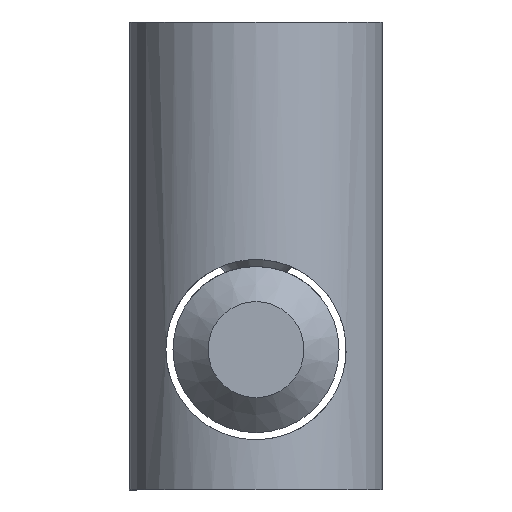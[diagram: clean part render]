
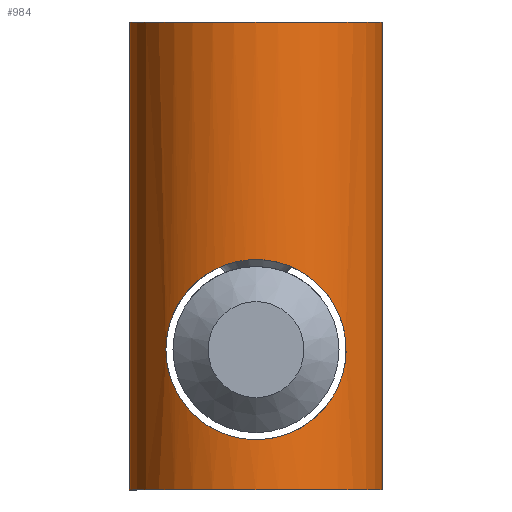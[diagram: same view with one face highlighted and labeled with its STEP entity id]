
A CAD part, left-side view. The second image highlights one B-rep face of the part: STEP entity #984.
In plain terms, the highlighted cylindrical face has radius 5.425 mm (diameter 10.85 mm), a full revolution.
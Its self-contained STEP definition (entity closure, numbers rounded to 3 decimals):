
#17=B_SPLINE_CURVE_WITH_KNOTS('',3,(#1701,#1702,#1703,#1704,#1705,#1706,
#1707,#1708,#1709,#1710,#1711,#1712,#1713,#1714,#1715,#1716,#1717,#1718,
#1719,#1720,#1721,#1722,#1723,#1724,#1725,#1726,#1727,#1728,#1729,#1730,
#1731,#1732,#1733,#1734),.UNSPECIFIED.,.T.,.F.,(4,2,2,2,2,2,2,2,2,2,2,2,
2,2,2,2,4),(-2.435,-2.282,-2.128,-1.977,
-1.826,-1.675,-1.524,-1.371,
-1.218,-1.064,-0.911,-0.76,
-0.609,-0.458,-0.307,-0.153,
0.),.UNSPECIFIED.);
#18=B_SPLINE_CURVE_WITH_KNOTS('',3,(#1736,#1737,#1738,#1739,#1740,#1741,
#1742,#1743,#1744,#1745,#1746,#1747,#1748,#1749,#1750,#1751,#1752,#1753,
#1754,#1755,#1756,#1757,#1758,#1759,#1760,#1761,#1762,#1763,#1764,#1765,
#1766,#1767,#1768,#1769),.UNSPECIFIED.,.T.,.F.,(4,2,2,2,2,2,2,2,2,2,2,2,
2,2,2,2,4),(0.,0.153,0.307,0.458,0.609,
0.76,0.911,1.064,1.218,1.371,
1.524,1.675,1.826,1.977,2.128,
2.282,2.435),.UNSPECIFIED.);
#42=FACE_BOUND('',#176,.T.);
#43=FACE_BOUND('',#177,.T.);
#116=FACE_OUTER_BOUND('',#175,.T.);
#175=EDGE_LOOP('',(#759,#760,#761,#762,#763,#764));
#176=EDGE_LOOP('',(#765));
#177=EDGE_LOOP('',(#766));
#250=LINE('',#1695,#309);
#309=VECTOR('',#1302,5.425);
#346=CIRCLE('',#1086,5.425);
#347=CIRCLE('',#1087,5.425);
#348=CIRCLE('',#1088,5.425);
#349=CIRCLE('',#1089,5.425);
#432=VERTEX_POINT('',#1691);
#433=VERTEX_POINT('',#1692);
#434=VERTEX_POINT('',#1694);
#435=VERTEX_POINT('',#1696);
#436=VERTEX_POINT('',#1700);
#437=VERTEX_POINT('',#1735);
#550=EDGE_CURVE('',#432,#433,#346,.F.);
#551=EDGE_CURVE('',#433,#434,#250,.T.);
#552=EDGE_CURVE('',#434,#435,#347,.T.);
#553=EDGE_CURVE('',#435,#434,#348,.T.);
#554=EDGE_CURVE('',#433,#432,#349,.F.);
#555=EDGE_CURVE('',#436,#436,#17,.F.);
#556=EDGE_CURVE('',#437,#437,#18,.F.);
#759=ORIENTED_EDGE('',*,*,#550,.T.);
#760=ORIENTED_EDGE('',*,*,#551,.T.);
#761=ORIENTED_EDGE('',*,*,#552,.T.);
#762=ORIENTED_EDGE('',*,*,#553,.T.);
#763=ORIENTED_EDGE('',*,*,#551,.F.);
#764=ORIENTED_EDGE('',*,*,#554,.T.);
#765=ORIENTED_EDGE('',*,*,#555,.T.);
#766=ORIENTED_EDGE('',*,*,#556,.T.);
#886=CYLINDRICAL_SURFACE('',#1085,5.425);
#984=ADVANCED_FACE('',(#116,#42,#43),#886,.T.);
#1085=AXIS2_PLACEMENT_3D('',#1690,#1298,#1299);
#1086=AXIS2_PLACEMENT_3D('',#1693,#1300,#1301);
#1087=AXIS2_PLACEMENT_3D('',#1697,#1303,#1304);
#1088=AXIS2_PLACEMENT_3D('',#1698,#1305,#1306);
#1089=AXIS2_PLACEMENT_3D('',#1699,#1307,#1308);
#1298=DIRECTION('center_axis',(0.,0.,
-1.));
#1299=DIRECTION('ref_axis',(0.,1.,0.));
#1300=DIRECTION('center_axis',(0.,0.,
-1.));
#1301=DIRECTION('ref_axis',(0.,1.,0.));
#1302=DIRECTION('',(0.,0.,1.));
#1303=DIRECTION('center_axis',(0.,0.,
-1.));
#1304=DIRECTION('ref_axis',(0.,1.,0.));
#1305=DIRECTION('center_axis',(0.,0.,
-1.));
#1306=DIRECTION('ref_axis',(0.,1.,0.));
#1307=DIRECTION('center_axis',(0.,0.,
-1.));
#1308=DIRECTION('ref_axis',(0.,1.,0.));
#1690=CARTESIAN_POINT('Origin',(-18.,0.,14.));
#1691=CARTESIAN_POINT('',(-18.,5.425,-6.));
#1692=CARTESIAN_POINT('',(-18.,-5.425,-6.));
#1693=CARTESIAN_POINT('Origin',(-18.,0.,-6.));
#1694=CARTESIAN_POINT('',(-18.,-5.425,14.));
#1695=CARTESIAN_POINT('',(-18.,-5.425,14.));
#1696=CARTESIAN_POINT('',(-18.,5.425,14.));
#1697=CARTESIAN_POINT('Origin',(-18.,0.,14.));
#1698=CARTESIAN_POINT('Origin',(-18.,0.,14.));
#1699=CARTESIAN_POINT('Origin',(-18.,0.,-6.));
#1700=CARTESIAN_POINT('',(-21.822,3.85,0.));
#1701=CARTESIAN_POINT('Ctrl Pts',(-21.822,3.85,0.));
#1702=CARTESIAN_POINT('Ctrl Pts',(-21.822,3.85,-0.511));
#1703=CARTESIAN_POINT('Ctrl Pts',(-21.935,3.744,-1.031));
#1704=CARTESIAN_POINT('Ctrl Pts',(-22.277,3.348,-1.968));
#1705=CARTESIAN_POINT('Ctrl Pts',(-22.498,3.057,-2.388));
#1706=CARTESIAN_POINT('Ctrl Pts',(-22.884,2.393,-3.052));
#1707=CARTESIAN_POINT('Ctrl Pts',(-23.078,1.972,-3.346));
#1708=CARTESIAN_POINT('Ctrl Pts',(-23.349,1.028,-3.745));
#1709=CARTESIAN_POINT('Ctrl Pts',(-23.425,0.503,-3.85));
#1710=CARTESIAN_POINT('Ctrl Pts',(-23.425,-0.503,-3.85));
#1711=CARTESIAN_POINT('Ctrl Pts',(-23.349,-1.028,-3.745));
#1712=CARTESIAN_POINT('Ctrl Pts',(-23.078,-1.972,-3.346));
#1713=CARTESIAN_POINT('Ctrl Pts',(-22.884,-2.393,-3.052));
#1714=CARTESIAN_POINT('Ctrl Pts',(-22.498,-3.057,-2.388));
#1715=CARTESIAN_POINT('Ctrl Pts',(-22.277,-3.348,-1.968));
#1716=CARTESIAN_POINT('Ctrl Pts',(-21.935,-3.744,-1.031));
#1717=CARTESIAN_POINT('Ctrl Pts',(-21.822,-3.85,-0.511));
#1718=CARTESIAN_POINT('Ctrl Pts',(-21.822,-3.85,0.511));
#1719=CARTESIAN_POINT('Ctrl Pts',(-21.935,-3.744,1.031));
#1720=CARTESIAN_POINT('Ctrl Pts',(-22.277,-3.348,1.968));
#1721=CARTESIAN_POINT('Ctrl Pts',(-22.498,-3.057,2.388));
#1722=CARTESIAN_POINT('Ctrl Pts',(-22.884,-2.393,3.052));
#1723=CARTESIAN_POINT('Ctrl Pts',(-23.078,-1.972,3.346));
#1724=CARTESIAN_POINT('Ctrl Pts',(-23.349,-1.028,3.745));
#1725=CARTESIAN_POINT('Ctrl Pts',(-23.425,-0.503,3.85));
#1726=CARTESIAN_POINT('Ctrl Pts',(-23.425,0.503,3.85));
#1727=CARTESIAN_POINT('Ctrl Pts',(-23.349,1.028,3.745));
#1728=CARTESIAN_POINT('Ctrl Pts',(-23.078,1.972,3.346));
#1729=CARTESIAN_POINT('Ctrl Pts',(-22.884,2.393,3.052));
#1730=CARTESIAN_POINT('Ctrl Pts',(-22.498,3.057,2.388));
#1731=CARTESIAN_POINT('Ctrl Pts',(-22.277,3.348,1.968));
#1732=CARTESIAN_POINT('Ctrl Pts',(-21.935,3.744,1.031));
#1733=CARTESIAN_POINT('Ctrl Pts',(-21.822,3.85,0.511));
#1734=CARTESIAN_POINT('Ctrl Pts',(-21.822,3.85,0.));
#1735=CARTESIAN_POINT('',(-14.178,3.85,0.));
#1736=CARTESIAN_POINT('Ctrl Pts',(-14.178,3.85,0.));
#1737=CARTESIAN_POINT('Ctrl Pts',(-14.178,3.85,0.511));
#1738=CARTESIAN_POINT('Ctrl Pts',(-14.065,3.744,1.031));
#1739=CARTESIAN_POINT('Ctrl Pts',(-13.723,3.348,1.968));
#1740=CARTESIAN_POINT('Ctrl Pts',(-13.502,3.057,2.388));
#1741=CARTESIAN_POINT('Ctrl Pts',(-13.116,2.393,3.052));
#1742=CARTESIAN_POINT('Ctrl Pts',(-12.922,1.972,3.346));
#1743=CARTESIAN_POINT('Ctrl Pts',(-12.651,1.028,3.745));
#1744=CARTESIAN_POINT('Ctrl Pts',(-12.575,0.503,3.85));
#1745=CARTESIAN_POINT('Ctrl Pts',(-12.575,-0.503,3.85));
#1746=CARTESIAN_POINT('Ctrl Pts',(-12.651,-1.028,3.745));
#1747=CARTESIAN_POINT('Ctrl Pts',(-12.922,-1.972,3.346));
#1748=CARTESIAN_POINT('Ctrl Pts',(-13.116,-2.393,3.052));
#1749=CARTESIAN_POINT('Ctrl Pts',(-13.502,-3.057,2.388));
#1750=CARTESIAN_POINT('Ctrl Pts',(-13.723,-3.348,1.968));
#1751=CARTESIAN_POINT('Ctrl Pts',(-14.065,-3.744,1.031));
#1752=CARTESIAN_POINT('Ctrl Pts',(-14.178,-3.85,0.511));
#1753=CARTESIAN_POINT('Ctrl Pts',(-14.178,-3.85,-0.511));
#1754=CARTESIAN_POINT('Ctrl Pts',(-14.065,-3.744,-1.031));
#1755=CARTESIAN_POINT('Ctrl Pts',(-13.723,-3.348,-1.968));
#1756=CARTESIAN_POINT('Ctrl Pts',(-13.502,-3.057,-2.388));
#1757=CARTESIAN_POINT('Ctrl Pts',(-13.116,-2.393,-3.052));
#1758=CARTESIAN_POINT('Ctrl Pts',(-12.922,-1.972,-3.346));
#1759=CARTESIAN_POINT('Ctrl Pts',(-12.651,-1.028,-3.745));
#1760=CARTESIAN_POINT('Ctrl Pts',(-12.575,-0.503,-3.85));
#1761=CARTESIAN_POINT('Ctrl Pts',(-12.575,0.503,-3.85));
#1762=CARTESIAN_POINT('Ctrl Pts',(-12.651,1.028,-3.745));
#1763=CARTESIAN_POINT('Ctrl Pts',(-12.922,1.972,-3.346));
#1764=CARTESIAN_POINT('Ctrl Pts',(-13.116,2.393,-3.052));
#1765=CARTESIAN_POINT('Ctrl Pts',(-13.502,3.057,-2.388));
#1766=CARTESIAN_POINT('Ctrl Pts',(-13.723,3.348,-1.968));
#1767=CARTESIAN_POINT('Ctrl Pts',(-14.065,3.744,-1.031));
#1768=CARTESIAN_POINT('Ctrl Pts',(-14.178,3.85,-0.511));
#1769=CARTESIAN_POINT('Ctrl Pts',(-14.178,3.85,0.));
